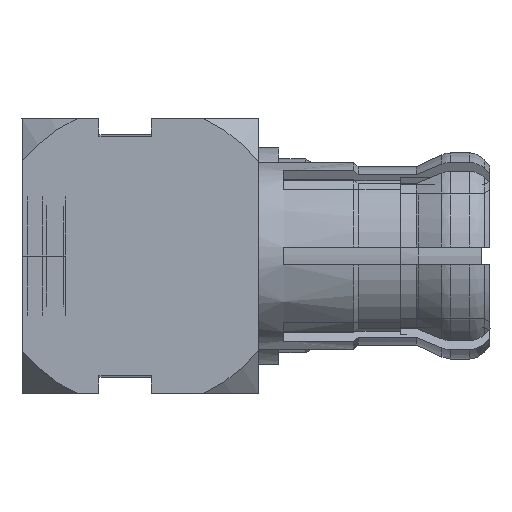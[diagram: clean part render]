
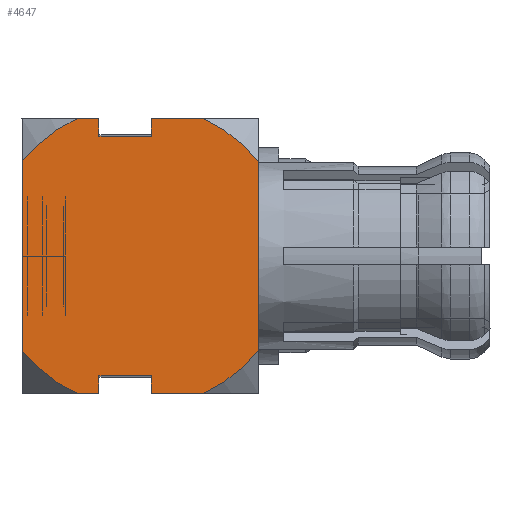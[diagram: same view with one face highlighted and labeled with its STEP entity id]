
A CAD part, left-side view. The second image highlights one B-rep face of the part: STEP entity #4647.
In plain terms, the highlighted face is planar.
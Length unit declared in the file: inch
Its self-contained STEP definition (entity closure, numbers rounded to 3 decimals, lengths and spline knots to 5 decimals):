
#59 = CARTESIAN_POINT ( 'NONE',  ( 0.04134, 0.09843, -0.09843 ) ) ;
#66 = CARTESIAN_POINT ( 'NONE',  ( 0.09646, 0.09843, -0.08563 ) ) ;
#222 = EDGE_LOOP ( 'NONE', ( #11381, #1673, #9652, #9704, #10734, #11537, #668, #3799, #6630, #14230, #13949, #11552, #10130, #10197, #10079, #4481 ) ) ;
#231 = DIRECTION ( 'NONE',  ( 0., 1., 0. ) ) ;
#501 = LINE ( 'NONE', #11704, #8893 ) ;
#668 = ORIENTED_EDGE ( 'NONE', *, *, #898, .F. ) ;
#845 = VECTOR ( 'NONE', #13413, 39.37008 ) ;
#846 = CARTESIAN_POINT ( 'NONE',  ( 0.09646, 0.09843, -0.09843 ) ) ;
#889 = VERTEX_POINT ( 'NONE', #10266 ) ;
#898 = EDGE_CURVE ( 'NONE', #14313, #6518, #11464, .T. ) ;
#951 = CARTESIAN_POINT ( 'NONE',  ( 0.05692, 0.09843, -0.09843 ) ) ;
#1009 = DIRECTION ( 'NONE',  ( 1., 0., 0. ) ) ;
#1228 = DIRECTION ( 'NONE',  ( 0., 1., 0. ) ) ;
#1332 = CARTESIAN_POINT ( 'NONE',  ( 0.09646, 0.09843, 0.06751 ) ) ;
#1387 = EDGE_CURVE ( 'NONE', #3075, #5474, #9813, .T. ) ;
#1537 = VECTOR ( 'NONE', #6537, 39.37008 ) ;
#1673 = ORIENTED_EDGE ( 'NONE', *, *, #11885, .T. ) ;
#1720 = EDGE_CURVE ( 'NONE', #3691, #2543, #2945, .T. ) ;
#1735 = VERTEX_POINT ( 'NONE', #8173 ) ;
#2205 = CARTESIAN_POINT ( 'NONE',  ( 0.04134, 0.09843, 0.08563 ) ) ;
#2404 = EDGE_CURVE ( 'NONE', #11553, #1735, #4741, .T. ) ;
#2543 = VERTEX_POINT ( 'NONE', #951 ) ;
#2546 = EDGE_CURVE ( 'NONE', #2836, #3075, #11108, .T. ) ;
#2615 = CARTESIAN_POINT ( 'NONE',  ( -0.07283, 0.09843, 0.06751 ) ) ;
#2721 = LINE ( 'NONE', #12870, #10019 ) ;
#2804 = VERTEX_POINT ( 'NONE', #59 ) ;
#2836 = VERTEX_POINT ( 'NONE', #6367 ) ;
#2945 = CIRCLE ( 'NONE', #11223, 0.10827 ) ;
#2991 = DIRECTION ( 'NONE',  ( 0., 1., 0. ) ) ;
#3030 = LINE ( 'NONE', #12331, #4374 ) ;
#3075 = VERTEX_POINT ( 'NONE', #13599 ) ;
#3182 = VECTOR ( 'NONE', #7663, 39.37008 ) ;
#3256 = EDGE_CURVE ( 'NONE', #6518, #889, #14257, .T. ) ;
#3691 = VERTEX_POINT ( 'NONE', #13489 ) ;
#3799 = ORIENTED_EDGE ( 'NONE', *, *, #7658, .F. ) ;
#3876 = CIRCLE ( 'NONE', #9791, 0.10827 ) ;
#3924 = LINE ( 'NONE', #10353, #10284 ) ;
#4374 = VECTOR ( 'NONE', #14210, 39.37008 ) ;
#4443 = CARTESIAN_POINT ( 'NONE',  ( 0.01181, 0.09843, 0. ) ) ;
#4481 = ORIENTED_EDGE ( 'NONE', *, *, #2546, .T. ) ;
#4531 = AXIS2_PLACEMENT_3D ( 'NONE', #11500, #4533, #12386 ) ;
#4533 = DIRECTION ( 'NONE',  ( 0., 1., 0. ) ) ;
#4624 = AXIS2_PLACEMENT_3D ( 'NONE', #6080, #8143, #12806 ) ;
#4647 = ADVANCED_FACE ( 'NONE', ( #13141 ), #6628, .T. ) ;
#4741 = LINE ( 'NONE', #11411, #6051 ) ;
#4883 = DIRECTION ( 'NONE',  ( 0., 0., -1. ) ) ;
#5045 = VERTEX_POINT ( 'NONE', #14670 ) ;
#5138 = EDGE_CURVE ( 'NONE', #11553, #13581, #6280, .T. ) ;
#5220 = EDGE_CURVE ( 'NONE', #5045, #7646, #3924, .T. ) ;
#5243 = EDGE_CURVE ( 'NONE', #2804, #10628, #3030, .T. ) ;
#5472 = CIRCLE ( 'NONE', #4531, 0.10827 ) ;
#5474 = VERTEX_POINT ( 'NONE', #6223 ) ;
#5763 = DIRECTION ( 'NONE',  ( 0., 0., -1. ) ) ;
#5767 = VECTOR ( 'NONE', #7314, 39.37008 ) ;
#5841 = CARTESIAN_POINT ( 'NONE',  ( 0.05692, 0.09843, 0.09843 ) ) ;
#6009 = DIRECTION ( 'NONE',  ( 0., 0., -1. ) ) ;
#6051 = VECTOR ( 'NONE', #6009, 39.37008 ) ;
#6080 = CARTESIAN_POINT ( 'NONE',  ( 0.01181, 0.09843, 0. ) ) ;
#6122 = CARTESIAN_POINT ( 'NONE',  ( -0.03329, 0.09843, 0.09843 ) ) ;
#6164 = EDGE_CURVE ( 'NONE', #10628, #2836, #8968, .T. ) ;
#6223 = CARTESIAN_POINT ( 'NONE',  ( -0.03329, 0.09843, -0.09843 ) ) ;
#6271 = AXIS2_PLACEMENT_3D ( 'NONE', #10832, #2991, #13210 ) ;
#6280 = CIRCLE ( 'NONE', #4624, 0.10827 ) ;
#6334 = EDGE_CURVE ( 'NONE', #10008, #3691, #501, .T. ) ;
#6367 = CARTESIAN_POINT ( 'NONE',  ( 0.00394, 0.09843, -0.08563 ) ) ;
#6418 = DIRECTION ( 'NONE',  ( 0., 0., 1. ) ) ;
#6518 = VERTEX_POINT ( 'NONE', #14658 ) ;
#6537 = DIRECTION ( 'NONE',  ( 0., 0., -1. ) ) ;
#6628 = PLANE ( 'NONE',  #6271 ) ;
#6630 = ORIENTED_EDGE ( 'NONE', *, *, #5220, .T. ) ;
#7128 = CARTESIAN_POINT ( 'NONE',  ( 0.01181, 0.09843, 0. ) ) ;
#7314 = DIRECTION ( 'NONE',  ( -1., 0., 0. ) ) ;
#7561 = EDGE_CURVE ( 'NONE', #7646, #10008, #3876, .T. ) ;
#7594 = CARTESIAN_POINT ( 'NONE',  ( 0.00394, 0.09843, 0.09843 ) ) ;
#7646 = VERTEX_POINT ( 'NONE', #5841 ) ;
#7658 = EDGE_CURVE ( 'NONE', #5045, #14313, #2721, .T. ) ;
#7663 = DIRECTION ( 'NONE',  ( -1., 0., 0. ) ) ;
#7715 = LINE ( 'NONE', #14449, #11413 ) ;
#8143 = DIRECTION ( 'NONE',  ( 0., 1., 0. ) ) ;
#8173 = CARTESIAN_POINT ( 'NONE',  ( -0.07283, 0.09843, -0.06751 ) ) ;
#8183 = VECTOR ( 'NONE', #6418, 39.37008 ) ;
#8424 = CARTESIAN_POINT ( 'NONE',  ( 0.00394, 0.09843, 0.08563 ) ) ;
#8893 = VECTOR ( 'NONE', #4883, 39.37008 ) ;
#8951 = LINE ( 'NONE', #13311, #9262 ) ;
#8968 = LINE ( 'NONE', #66, #845 ) ;
#9262 = VECTOR ( 'NONE', #1009, 39.37008 ) ;
#9652 = ORIENTED_EDGE ( 'NONE', *, *, #2404, .F. ) ;
#9704 = ORIENTED_EDGE ( 'NONE', *, *, #5138, .T. ) ;
#9791 = AXIS2_PLACEMENT_3D ( 'NONE', #4443, #1228, #5763 ) ;
#9813 = LINE ( 'NONE', #846, #3182 ) ;
#10008 = VERTEX_POINT ( 'NONE', #1332 ) ;
#10019 = VECTOR ( 'NONE', #12577, 39.37008 ) ;
#10079 = ORIENTED_EDGE ( 'NONE', *, *, #6164, .T. ) ;
#10130 = ORIENTED_EDGE ( 'NONE', *, *, #13163, .T. ) ;
#10197 = ORIENTED_EDGE ( 'NONE', *, *, #5243, .T. ) ;
#10266 = CARTESIAN_POINT ( 'NONE',  ( 0.00394, 0.09843, 0.09843 ) ) ;
#10284 = VECTOR ( 'NONE', #13765, 39.37008 ) ;
#10353 = CARTESIAN_POINT ( 'NONE',  ( 0.09646, 0.09843, 0.09843 ) ) ;
#10628 = VERTEX_POINT ( 'NONE', #10932 ) ;
#10734 = ORIENTED_EDGE ( 'NONE', *, *, #12103, .T. ) ;
#10832 = CARTESIAN_POINT ( 'NONE',  ( 0.09646, 0.09843, -0.09843 ) ) ;
#10932 = CARTESIAN_POINT ( 'NONE',  ( 0.04134, 0.09843, -0.08563 ) ) ;
#11108 = LINE ( 'NONE', #14598, #1537 ) ;
#11116 = DIRECTION ( 'NONE',  ( -1., 0., 0. ) ) ;
#11223 = AXIS2_PLACEMENT_3D ( 'NONE', #7128, #231, #13794 ) ;
#11381 = ORIENTED_EDGE ( 'NONE', *, *, #1387, .T. ) ;
#11411 = CARTESIAN_POINT ( 'NONE',  ( -0.07283, 0.09843, -0.09843 ) ) ;
#11413 = VECTOR ( 'NONE', #11116, 39.37008 ) ;
#11464 = LINE ( 'NONE', #8424, #5767 ) ;
#11500 = CARTESIAN_POINT ( 'NONE',  ( 0.01181, 0.09843, 0. ) ) ;
#11537 = ORIENTED_EDGE ( 'NONE', *, *, #3256, .F. ) ;
#11552 = ORIENTED_EDGE ( 'NONE', *, *, #1720, .T. ) ;
#11553 = VERTEX_POINT ( 'NONE', #2615 ) ;
#11704 = CARTESIAN_POINT ( 'NONE',  ( 0.09646, 0.09843, -0.09843 ) ) ;
#11885 = EDGE_CURVE ( 'NONE', #5474, #1735, #5472, .T. ) ;
#12103 = EDGE_CURVE ( 'NONE', #13581, #889, #8951, .T. ) ;
#12331 = CARTESIAN_POINT ( 'NONE',  ( 0.04134, 0.09843, -0.09843 ) ) ;
#12386 = DIRECTION ( 'NONE',  ( 0., 0., -1. ) ) ;
#12577 = DIRECTION ( 'NONE',  ( 0., 0., -1. ) ) ;
#12806 = DIRECTION ( 'NONE',  ( 0., 0., -1. ) ) ;
#12870 = CARTESIAN_POINT ( 'NONE',  ( 0.04134, 0.09843, 0.08563 ) ) ;
#13141 = FACE_OUTER_BOUND ( 'NONE', #222, .T. ) ;
#13163 = EDGE_CURVE ( 'NONE', #2543, #2804, #7715, .T. ) ;
#13210 = DIRECTION ( 'NONE',  ( -1., 0., 0. ) ) ;
#13311 = CARTESIAN_POINT ( 'NONE',  ( 0.09646, 0.09843, 0.09843 ) ) ;
#13413 = DIRECTION ( 'NONE',  ( -1., 0., 0. ) ) ;
#13489 = CARTESIAN_POINT ( 'NONE',  ( 0.09646, 0.09843, -0.06751 ) ) ;
#13581 = VERTEX_POINT ( 'NONE', #6122 ) ;
#13599 = CARTESIAN_POINT ( 'NONE',  ( 0.00394, 0.09843, -0.09843 ) ) ;
#13765 = DIRECTION ( 'NONE',  ( 1., 0., 0. ) ) ;
#13794 = DIRECTION ( 'NONE',  ( 0., 0., -1. ) ) ;
#13949 = ORIENTED_EDGE ( 'NONE', *, *, #6334, .T. ) ;
#14210 = DIRECTION ( 'NONE',  ( 0., 0., 1. ) ) ;
#14230 = ORIENTED_EDGE ( 'NONE', *, *, #7561, .T. ) ;
#14257 = LINE ( 'NONE', #7594, #8183 ) ;
#14313 = VERTEX_POINT ( 'NONE', #2205 ) ;
#14449 = CARTESIAN_POINT ( 'NONE',  ( 0.09646, 0.09843, -0.09843 ) ) ;
#14598 = CARTESIAN_POINT ( 'NONE',  ( 0.00394, 0.09843, -0.09843 ) ) ;
#14658 = CARTESIAN_POINT ( 'NONE',  ( 0.00394, 0.09843, 0.08563 ) ) ;
#14670 = CARTESIAN_POINT ( 'NONE',  ( 0.04134, 0.09843, 0.09843 ) ) ;
